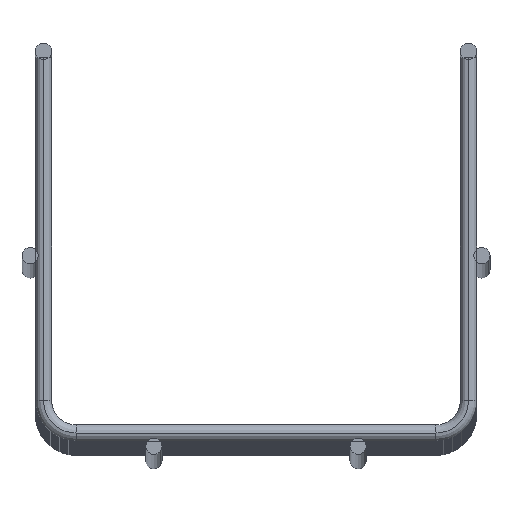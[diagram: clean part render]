
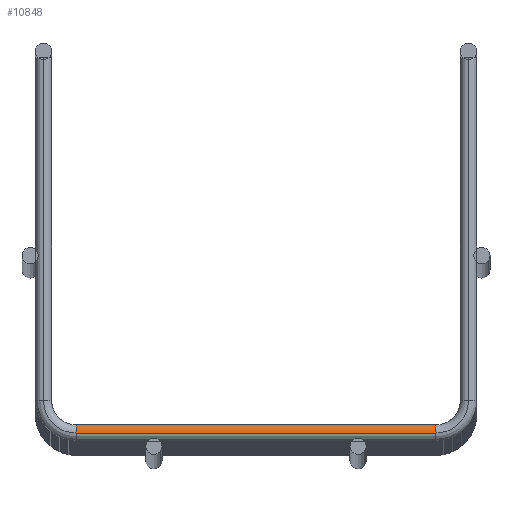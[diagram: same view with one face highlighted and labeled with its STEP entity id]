
A CAD part, top view. The second image highlights one B-rep face of the part: STEP entity #10848.
In plain terms, the highlighted cylindrical face has radius 2 mm (diameter 4 mm), a partial arc.
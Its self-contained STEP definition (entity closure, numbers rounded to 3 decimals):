
#80 = CARTESIAN_POINT ( 'NONE',  ( -44., 4., -2. ) ) ;
#296 = CARTESIAN_POINT ( 'NONE',  ( 44., 2., -2. ) ) ;
#298 = CARTESIAN_POINT ( 'NONE',  ( -44., 4., -2. ) ) ;
#423 = EDGE_CURVE ( 'NONE', #661, #6852, #2071, .T. ) ;
#661 = VERTEX_POINT ( 'NONE', #11930 ) ;
#971 = CIRCLE ( 'NONE', #3543, 2. ) ;
#1211 = DIRECTION ( 'NONE',  ( -1., 0., 0. ) ) ;
#1350 = LINE ( 'NONE', #11491, #7298 ) ;
#2016 = DIRECTION ( 'NONE',  ( 0., -1., 0. ) ) ;
#2071 = LINE ( 'NONE', #80, #6244 ) ;
#2078 = ORIENTED_EDGE ( 'NONE', *, *, #4366, .F. ) ;
#2941 = CYLINDRICAL_SURFACE ( 'NONE', #9006, 2. ) ;
#3543 = AXIS2_PLACEMENT_3D ( 'NONE', #296, #7788, #8929 ) ;
#4206 = CARTESIAN_POINT ( 'NONE',  ( -44., 2., -2. ) ) ;
#4366 = EDGE_CURVE ( 'NONE', #661, #7124, #971, .T. ) ;
#4712 = CARTESIAN_POINT ( 'NONE',  ( 44., 2., 0. ) ) ;
#5133 = DIRECTION ( 'NONE',  ( -1., 0., 0. ) ) ;
#6235 = CARTESIAN_POINT ( 'NONE',  ( -44., 2., 0. ) ) ;
#6244 = VECTOR ( 'NONE', #1211, 1000. ) ;
#6651 = AXIS2_PLACEMENT_3D ( 'NONE', #4206, #7972, #7858 ) ;
#6723 = CARTESIAN_POINT ( 'NONE',  ( -54., 2., -2. ) ) ;
#6852 = VERTEX_POINT ( 'NONE', #298 ) ;
#7013 = ORIENTED_EDGE ( 'NONE', *, *, #10521, .F. ) ;
#7124 = VERTEX_POINT ( 'NONE', #4712 ) ;
#7298 = VECTOR ( 'NONE', #5133, 1000. ) ;
#7447 = VERTEX_POINT ( 'NONE', #6235 ) ;
#7788 = DIRECTION ( 'NONE',  ( 1., 0., 0. ) ) ;
#7858 = DIRECTION ( 'NONE',  ( 0., 0., -1. ) ) ;
#7972 = DIRECTION ( 'NONE',  ( 1., 0., 0. ) ) ;
#8105 = EDGE_LOOP ( 'NONE', ( #12132, #10454, #7013, #2078 ) ) ;
#8929 = DIRECTION ( 'NONE',  ( 0., 0., -1. ) ) ;
#9006 = AXIS2_PLACEMENT_3D ( 'NONE', #6723, #10498, #2016 ) ;
#9520 = FACE_OUTER_BOUND ( 'NONE', #8105, .T. ) ;
#10454 = ORIENTED_EDGE ( 'NONE', *, *, #11365, .T. ) ;
#10498 = DIRECTION ( 'NONE',  ( -1., 0., 0. ) ) ;
#10521 = EDGE_CURVE ( 'NONE', #7124, #7447, #1350, .T. ) ;
#10848 = ADVANCED_FACE ( 'NONE', ( #9520 ), #2941, .T. ) ;
#11365 = EDGE_CURVE ( 'NONE', #6852, #7447, #11980, .T. ) ;
#11491 = CARTESIAN_POINT ( 'NONE',  ( -44., 2., 0. ) ) ;
#11930 = CARTESIAN_POINT ( 'NONE',  ( 44., 4., -2. ) ) ;
#11980 = CIRCLE ( 'NONE', #6651, 2. ) ;
#12132 = ORIENTED_EDGE ( 'NONE', *, *, #423, .T. ) ;
